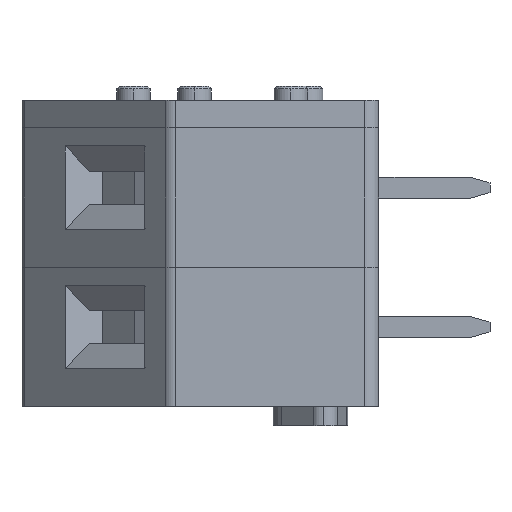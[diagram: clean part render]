
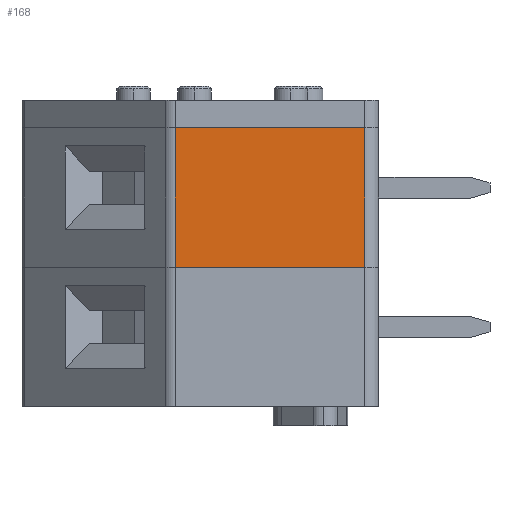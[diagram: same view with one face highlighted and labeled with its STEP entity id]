
A CAD part, left-side view. The second image highlights one B-rep face of the part: STEP entity #168.
In plain terms, the highlighted planar face has unit normal (-1, 0, 0).
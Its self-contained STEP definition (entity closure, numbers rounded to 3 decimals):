
#168 = ADVANCED_FACE ( 'NONE', ( #5155 ), #7028, .T. ) ;
#345 = DIRECTION ( 'NONE',  ( 0., 0., 1. ) ) ;
#593 = CARTESIAN_POINT ( 'NONE',  ( 0., 0.5, 0. ) ) ;
#1005 = VERTEX_POINT ( 'NONE', #9359 ) ;
#1162 = CARTESIAN_POINT ( 'NONE',  ( 0., 7.293, 0. ) ) ;
#2007 = VECTOR ( 'NONE', #345, 1000. ) ;
#2292 = CARTESIAN_POINT ( 'NONE',  ( 0., 0.5, 0. ) ) ;
#2325 = LINE ( 'NONE', #11105, #3664 ) ;
#2833 = VERTEX_POINT ( 'NONE', #593 ) ;
#3503 = LINE ( 'NONE', #11504, #12531 ) ;
#3664 = VECTOR ( 'NONE', #8320, 1000. ) ;
#3792 = VECTOR ( 'NONE', #8761, 1000. ) ;
#4354 = CARTESIAN_POINT ( 'NONE',  ( 0., 0.5, 5. ) ) ;
#4962 = VERTEX_POINT ( 'NONE', #9492 ) ;
#5116 = ORIENTED_EDGE ( 'NONE', *, *, #10542, .T. ) ;
#5155 = FACE_OUTER_BOUND ( 'NONE', #8334, .T. ) ;
#5339 = AXIS2_PLACEMENT_3D ( 'NONE', #1162, #8132, #6960 ) ;
#5626 = ORIENTED_EDGE ( 'NONE', *, *, #9194, .T. ) ;
#5780 = CARTESIAN_POINT ( 'NONE',  ( 0., 7.293, 5. ) ) ;
#6825 = EDGE_CURVE ( 'NONE', #1005, #2833, #2325, .T. ) ;
#6960 = DIRECTION ( 'NONE',  ( 0., -1., 0. ) ) ;
#7028 = PLANE ( 'NONE',  #5339 ) ;
#7573 = ORIENTED_EDGE ( 'NONE', *, *, #6825, .T. ) ;
#8132 = DIRECTION ( 'NONE',  ( -1., 0., 0. ) ) ;
#8320 = DIRECTION ( 'NONE',  ( 0., -1., 0. ) ) ;
#8334 = EDGE_LOOP ( 'NONE', ( #5626, #5116, #9856, #7573 ) ) ;
#8536 = DIRECTION ( 'NONE',  ( 0., 0., 1. ) ) ;
#8761 = DIRECTION ( 'NONE',  ( 0., 1., 0. ) ) ;
#9108 = VERTEX_POINT ( 'NONE', #4354 ) ;
#9194 = EDGE_CURVE ( 'NONE', #2833, #9108, #11196, .T. ) ;
#9323 = EDGE_CURVE ( 'NONE', #1005, #4962, #3503, .T. ) ;
#9359 = CARTESIAN_POINT ( 'NONE',  ( 0., 7.293, 0. ) ) ;
#9492 = CARTESIAN_POINT ( 'NONE',  ( 0., 7.293, 5. ) ) ;
#9856 = ORIENTED_EDGE ( 'NONE', *, *, #9323, .F. ) ;
#9928 = LINE ( 'NONE', #5780, #3792 ) ;
#10542 = EDGE_CURVE ( 'NONE', #9108, #4962, #9928, .T. ) ;
#11105 = CARTESIAN_POINT ( 'NONE',  ( 0., 7.293, 0. ) ) ;
#11196 = LINE ( 'NONE', #2292, #2007 ) ;
#11504 = CARTESIAN_POINT ( 'NONE',  ( 0., 7.293, 0. ) ) ;
#12531 = VECTOR ( 'NONE', #8536, 1000. ) ;
